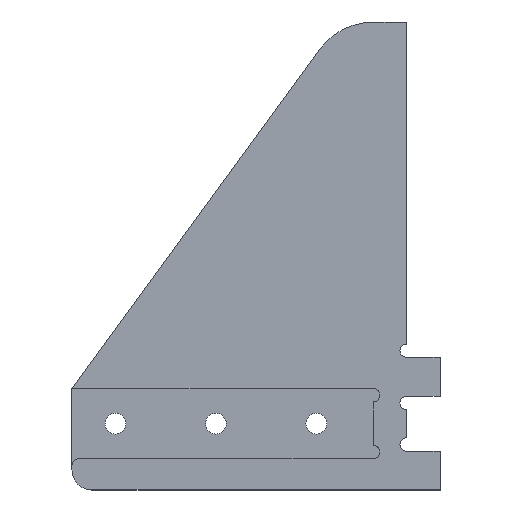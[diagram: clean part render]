
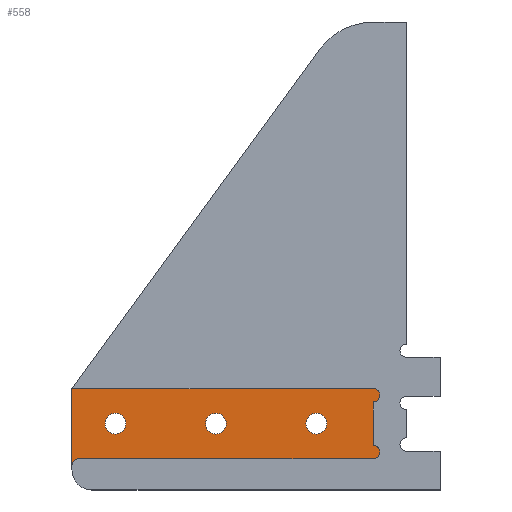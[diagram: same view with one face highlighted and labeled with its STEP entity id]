
A CAD part, top view. The second image highlights one B-rep face of the part: STEP entity #558.
In plain terms, the highlighted planar face has unit normal (0, 0, 1).
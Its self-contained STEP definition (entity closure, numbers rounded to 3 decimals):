
#12 = LINE ( 'NONE', #490, #835 ) ;
#17 = DIRECTION ( 'NONE',  ( 1., 0., 0. ) ) ;
#34 = CARTESIAN_POINT ( 'NONE',  ( 7., 5.25, 2.5 ) ) ;
#44 = FACE_OUTER_BOUND ( 'NONE', #1048, .T. ) ;
#65 = DIRECTION ( 'NONE',  ( -1., 0., 0. ) ) ;
#70 = CARTESIAN_POINT ( 'NONE',  ( -1.5, 0., 2.5 ) ) ;
#74 = CARTESIAN_POINT ( 'NONE',  ( -16.5, 0., 2.5 ) ) ;
#82 = VERTEX_POINT ( 'NONE', #964 ) ;
#83 = DIRECTION ( 'NONE',  ( 0., 0., -1. ) ) ;
#85 = EDGE_LOOP ( 'NONE', ( #326, #1027 ) ) ;
#88 = CARTESIAN_POINT ( 'NONE',  ( 7., -3.25, 2.5 ) ) ;
#105 = ORIENTED_EDGE ( 'NONE', *, *, #683, .F. ) ;
#114 = AXIS2_PLACEMENT_3D ( 'NONE', #859, #1490, #1619 ) ;
#131 = EDGE_CURVE ( 'NONE', #611, #1258, #1362, .T. ) ;
#157 = EDGE_CURVE ( 'NONE', #231, #593, #12, .T. ) ;
#166 = ORIENTED_EDGE ( 'NONE', *, *, #157, .F. ) ;
#176 = CARTESIAN_POINT ( 'NONE',  ( -31.5, 0., 2.5 ) ) ;
#181 = EDGE_CURVE ( 'NONE', #1127, #576, #1423, .T. ) ;
#185 = DIRECTION ( 'NONE',  ( 0., 0., 1. ) ) ;
#195 = DIRECTION ( 'NONE',  ( 0., 0., -1. ) ) ;
#231 = VERTEX_POINT ( 'NONE', #530 ) ;
#239 = CARTESIAN_POINT ( 'NONE',  ( -38., -6.9, 2.5 ) ) ;
#243 = CARTESIAN_POINT ( 'NONE',  ( 7., -5.25, 2.5 ) ) ;
#248 = ORIENTED_EDGE ( 'NONE', *, *, #944, .F. ) ;
#258 = DIRECTION ( 'NONE',  ( 0., 0., -1. ) ) ;
#274 = ORIENTED_EDGE ( 'NONE', *, *, #1366, .F. ) ;
#308 = LINE ( 'NONE', #596, #488 ) ;
#314 = CIRCLE ( 'NONE', #1375, 1. ) ;
#320 = CARTESIAN_POINT ( 'NONE',  ( -38., 5.25, 2.5 ) ) ;
#326 = ORIENTED_EDGE ( 'NONE', *, *, #1143, .T. ) ;
#351 = ORIENTED_EDGE ( 'NONE', *, *, #1252, .F. ) ;
#368 = DIRECTION ( 'NONE',  ( 1., 0., 0. ) ) ;
#369 = FACE_BOUND ( 'NONE', #560, .T. ) ;
#385 = ORIENTED_EDGE ( 'NONE', *, *, #529, .F. ) ;
#397 = CARTESIAN_POINT ( 'NONE',  ( 0.05, 0., 2.5 ) ) ;
#427 = AXIS2_PLACEMENT_3D ( 'NONE', #931, #185, #1191 ) ;
#441 = EDGE_LOOP ( 'NONE', ( #955, #738 ) ) ;
#446 = CIRCLE ( 'NONE', #499, 1.55 ) ;
#468 = CIRCLE ( 'NONE', #1468, 1. ) ;
#488 = VECTOR ( 'NONE', #745, 1000. ) ;
#490 = CARTESIAN_POINT ( 'NONE',  ( 7., 0., 2.5 ) ) ;
#499 = AXIS2_PLACEMENT_3D ( 'NONE', #727, #830, #980 ) ;
#524 = ORIENTED_EDGE ( 'NONE', *, *, #131, .F. ) ;
#529 = EDGE_CURVE ( 'NONE', #1422, #1127, #757, .T. ) ;
#530 = CARTESIAN_POINT ( 'NONE',  ( 7., 3.25, 2.5 ) ) ;
#534 = AXIS2_PLACEMENT_3D ( 'NONE', #1155, #1279, #1534 ) ;
#541 = CARTESIAN_POINT ( 'NONE',  ( 7., -4.25, 2.5 ) ) ;
#543 = VERTEX_POINT ( 'NONE', #1180 ) ;
#546 = FACE_BOUND ( 'NONE', #441, .T. ) ;
#557 = EDGE_CURVE ( 'NONE', #1236, #813, #995, .T. ) ;
#558 = ADVANCED_FACE ( 'NONE', ( #44, #546, #832, #369 ), #1060, .F. ) ;
#560 = EDGE_LOOP ( 'NONE', ( #1064, #1611 ) ) ;
#566 = DIRECTION ( 'NONE',  ( 1., 0., 0. ) ) ;
#576 = VERTEX_POINT ( 'NONE', #320 ) ;
#593 = VERTEX_POINT ( 'NONE', #88 ) ;
#596 = CARTESIAN_POINT ( 'NONE',  ( 0., -5.25, 2.5 ) ) ;
#611 = VERTEX_POINT ( 'NONE', #1471 ) ;
#616 = VERTEX_POINT ( 'NONE', #1082 ) ;
#620 = AXIS2_PLACEMENT_3D ( 'NONE', #941, #83, #65 ) ;
#623 = DIRECTION ( 'NONE',  ( 0., 0., -1. ) ) ;
#667 = DIRECTION ( 'NONE',  ( 1., 0., 0. ) ) ;
#670 = CIRCLE ( 'NONE', #894, 1.55 ) ;
#682 = CARTESIAN_POINT ( 'NONE',  ( -1.5, 0., 2.5 ) ) ;
#683 = EDGE_CURVE ( 'NONE', #807, #82, #314, .T. ) ;
#690 = DIRECTION ( 'NONE',  ( 1., 0., 0. ) ) ;
#727 = CARTESIAN_POINT ( 'NONE',  ( -16.5, 0., 2.5 ) ) ;
#738 = ORIENTED_EDGE ( 'NONE', *, *, #557, .T. ) ;
#742 = AXIS2_PLACEMENT_3D ( 'NONE', #74, #1073, #1330 ) ;
#743 = VECTOR ( 'NONE', #1227, 1000. ) ;
#745 = DIRECTION ( 'NONE',  ( -1., 0., 0. ) ) ;
#757 = CIRCLE ( 'NONE', #427, 1. ) ;
#807 = VERTEX_POINT ( 'NONE', #34 ) ;
#813 = VERTEX_POINT ( 'NONE', #397 ) ;
#815 = CIRCLE ( 'NONE', #1235, 1. ) ;
#830 = DIRECTION ( 'NONE',  ( 0., 0., -1. ) ) ;
#832 = FACE_BOUND ( 'NONE', #85, .T. ) ;
#835 = VECTOR ( 'NONE', #1230, 1000. ) ;
#849 = LINE ( 'NONE', #1081, #1588 ) ;
#859 = CARTESIAN_POINT ( 'NONE',  ( 7., -4.25, 2.5 ) ) ;
#882 = CIRCLE ( 'NONE', #534, 1.55 ) ;
#894 = AXIS2_PLACEMENT_3D ( 'NONE', #682, #942, #1057 ) ;
#907 = EDGE_CURVE ( 'NONE', #914, #616, #1203, .T. ) ;
#914 = VERTEX_POINT ( 'NONE', #1053 ) ;
#928 = DIRECTION ( 'NONE',  ( 1., 0., 0. ) ) ;
#931 = CARTESIAN_POINT ( 'NONE',  ( -37., -6.25, 2.5 ) ) ;
#941 = CARTESIAN_POINT ( 'NONE',  ( 0., 0., 2.5 ) ) ;
#942 = DIRECTION ( 'NONE',  ( 0., 0., -1. ) ) ;
#944 = EDGE_CURVE ( 'NONE', #593, #611, #815, .T. ) ;
#955 = ORIENTED_EDGE ( 'NONE', *, *, #1557, .T. ) ;
#964 = CARTESIAN_POINT ( 'NONE',  ( 8., 4.25, 2.5 ) ) ;
#966 = CARTESIAN_POINT ( 'NONE',  ( -38., -6.25, 2.5 ) ) ;
#980 = DIRECTION ( 'NONE',  ( 1., 0., 0. ) ) ;
#995 = CIRCLE ( 'NONE', #1017, 1.55 ) ;
#1000 = CARTESIAN_POINT ( 'NONE',  ( 7., 4.25, 2.5 ) ) ;
#1017 = AXIS2_PLACEMENT_3D ( 'NONE', #70, #195, #566 ) ;
#1025 = EDGE_CURVE ( 'NONE', #543, #1321, #1403, .T. ) ;
#1027 = ORIENTED_EDGE ( 'NONE', *, *, #1025, .T. ) ;
#1048 = EDGE_LOOP ( 'NONE', ( #385, #351, #524, #248, #166, #274, #105, #1177, #1416 ) ) ;
#1053 = CARTESIAN_POINT ( 'NONE',  ( -33.05, 0., 2.5 ) ) ;
#1057 = DIRECTION ( 'NONE',  ( 1., 0., 0. ) ) ;
#1060 = PLANE ( 'NONE',  #620 ) ;
#1064 = ORIENTED_EDGE ( 'NONE', *, *, #1528, .T. ) ;
#1073 = DIRECTION ( 'NONE',  ( 0., 0., -1. ) ) ;
#1081 = CARTESIAN_POINT ( 'NONE',  ( -38., 5.25, 2.5 ) ) ;
#1082 = CARTESIAN_POINT ( 'NONE',  ( -29.95, 0., 2.5 ) ) ;
#1083 = AXIS2_PLACEMENT_3D ( 'NONE', #176, #1424, #667 ) ;
#1099 = EDGE_CURVE ( 'NONE', #576, #807, #849, .T. ) ;
#1100 = CARTESIAN_POINT ( 'NONE',  ( -3.05, 0., 2.5 ) ) ;
#1127 = VERTEX_POINT ( 'NONE', #966 ) ;
#1143 = EDGE_CURVE ( 'NONE', #1321, #543, #446, .T. ) ;
#1155 = CARTESIAN_POINT ( 'NONE',  ( -31.5, 0., 2.5 ) ) ;
#1177 = ORIENTED_EDGE ( 'NONE', *, *, #1099, .F. ) ;
#1180 = CARTESIAN_POINT ( 'NONE',  ( -18.05, 0., 2.5 ) ) ;
#1191 = DIRECTION ( 'NONE',  ( 1., 0., 0. ) ) ;
#1203 = CIRCLE ( 'NONE', #1083, 1.55 ) ;
#1227 = DIRECTION ( 'NONE',  ( 0., 1., 0. ) ) ;
#1230 = DIRECTION ( 'NONE',  ( 0., -1., 0. ) ) ;
#1235 = AXIS2_PLACEMENT_3D ( 'NONE', #541, #1451, #690 ) ;
#1236 = VERTEX_POINT ( 'NONE', #1100 ) ;
#1252 = EDGE_CURVE ( 'NONE', #1258, #1422, #308, .T. ) ;
#1258 = VERTEX_POINT ( 'NONE', #243 ) ;
#1279 = DIRECTION ( 'NONE',  ( 0., 0., -1. ) ) ;
#1321 = VERTEX_POINT ( 'NONE', #1360 ) ;
#1330 = DIRECTION ( 'NONE',  ( 1., 0., 0. ) ) ;
#1360 = CARTESIAN_POINT ( 'NONE',  ( -14.95, 0., 2.5 ) ) ;
#1362 = CIRCLE ( 'NONE', #114, 1. ) ;
#1366 = EDGE_CURVE ( 'NONE', #82, #231, #468, .T. ) ;
#1372 = CARTESIAN_POINT ( 'NONE',  ( 7., 4.25, 2.5 ) ) ;
#1375 = AXIS2_PLACEMENT_3D ( 'NONE', #1372, #623, #368 ) ;
#1403 = CIRCLE ( 'NONE', #742, 1.55 ) ;
#1416 = ORIENTED_EDGE ( 'NONE', *, *, #181, .F. ) ;
#1422 = VERTEX_POINT ( 'NONE', #1507 ) ;
#1423 = LINE ( 'NONE', #239, #743 ) ;
#1424 = DIRECTION ( 'NONE',  ( 0., 0., -1. ) ) ;
#1451 = DIRECTION ( 'NONE',  ( 0., 0., -1. ) ) ;
#1468 = AXIS2_PLACEMENT_3D ( 'NONE', #1000, #258, #17 ) ;
#1471 = CARTESIAN_POINT ( 'NONE',  ( 8., -4.25, 2.5 ) ) ;
#1490 = DIRECTION ( 'NONE',  ( 0., 0., -1. ) ) ;
#1507 = CARTESIAN_POINT ( 'NONE',  ( -37., -5.25, 2.5 ) ) ;
#1528 = EDGE_CURVE ( 'NONE', #616, #914, #882, .T. ) ;
#1534 = DIRECTION ( 'NONE',  ( 1., 0., 0. ) ) ;
#1557 = EDGE_CURVE ( 'NONE', #813, #1236, #670, .T. ) ;
#1588 = VECTOR ( 'NONE', #928, 1000. ) ;
#1611 = ORIENTED_EDGE ( 'NONE', *, *, #907, .T. ) ;
#1619 = DIRECTION ( 'NONE',  ( 1., 0., 0. ) ) ;
